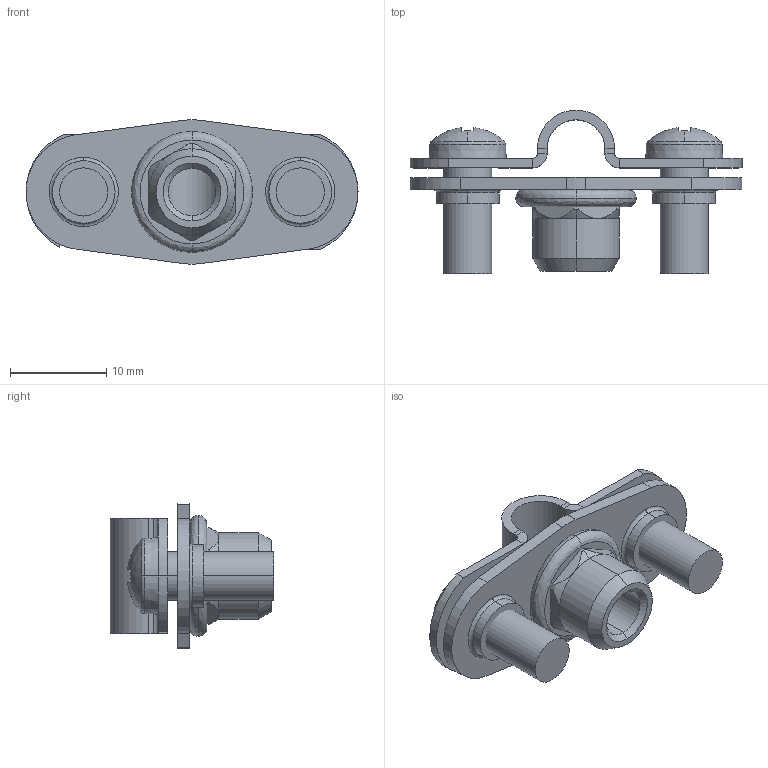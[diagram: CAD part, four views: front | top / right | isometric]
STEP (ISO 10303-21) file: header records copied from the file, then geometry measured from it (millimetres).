
FILE_DESCRIPTION (( 'STEP AP214' ), '1' );
FILE_NAME ('1360644.stp', '2016-09-19T08:51:26', ( '' ), ( '' ), 'SwSTEP 2.0', 'SolidWorks 2014', '' );
FILE_SCHEMA (( 'AUTOMOTIVE_DESIGN' ));
Length unit declared in the file: millimetre
Products named in the file (6): BW001_M5 x 12; BB013-01-01_Standard; 052719_Standard; 013522_1,25; 052359_Standard; 1360644
Assembly tree (6 placements, depth 3):
  1360644
    052719_Standard
      052359_Standard
      013522_1,25
    BB013-01-01_Standard
    BW001_M5 x 12  x2
Bounding box: 34.5 x 17 x 14.99 mm (x, y, z)
Volume: 1934 mm3; surface area: 3148 mm2
Topology: 5 solids, 5 shells, 191 faces, 461 edges, 287 vertices
Faces by surface type: plane 105, cylinder 49, cone 17, torus 12, bspline 4, sphere 4
Entity records: 6022 total; most frequent: CARTESIAN_POINT 986, DIRECTION 892, ORIENTED_EDGE 806, EDGE_CURVE 403, AXIS2_PLACEMENT_3D 331, VERTEX_POINT 249, VECTOR 230, LINE 230
